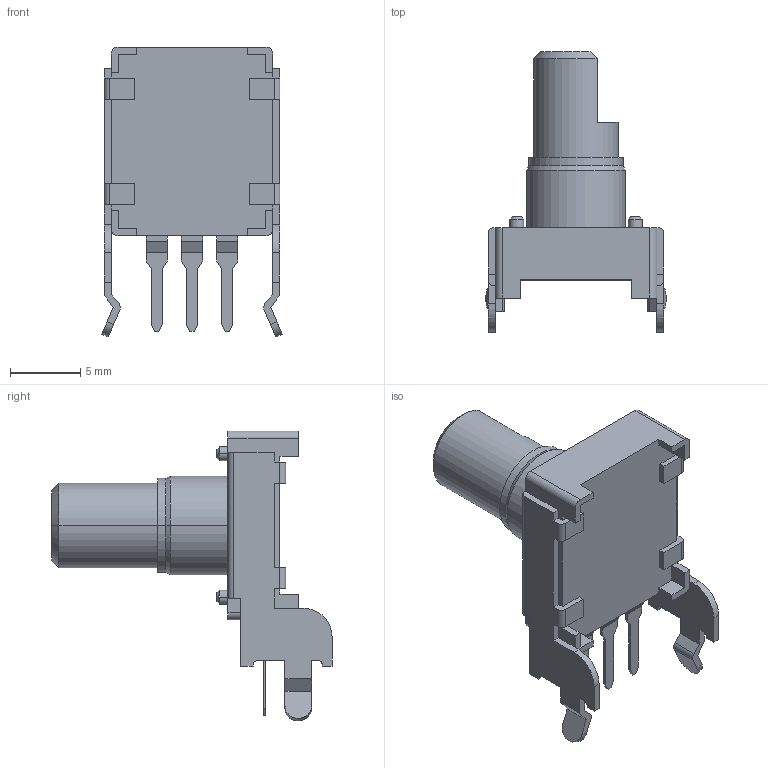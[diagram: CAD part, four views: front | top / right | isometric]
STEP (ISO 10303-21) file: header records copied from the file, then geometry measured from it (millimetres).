
FILE_DESCRIPTION((''),'2;1');
FILE_NAME('PEC12R-2X17F-NXXXX','2014-11-10T',('RICKB'),('Bourns, Inc.'),'PRO/ENGINEER BY PARAMETRIC TECHNOLOGY CORPORATION, 2012230','PRO/ENGINEER BY PARAMETRIC TECHNOLOGY CORPORATION, 2012230','');
FILE_SCHEMA(('CONFIG_CONTROL_DESIGN'));
Length unit declared in the file: millimetre
Products named in the file (1): PEC12R-2X17F-NXXXX
Bounding box: 12.82 x 19.9 x 20.6 mm (x, y, z)
Volume: 1029.4 mm3; surface area: 1005.1 mm2
Topology: 1 solids, 1 shells, 192 faces, 524 edges, 343 vertices
Faces by surface type: plane 146, cylinder 34, cone 12
Entity records: 6040 total; most frequent: CARTESIAN_POINT 1069, ORIENTED_EDGE 1048, DIRECTION 986, EDGE_CURVE 524, VECTOR 442, LINE 442, VERTEX_POINT 343, AXIS2_PLACEMENT_3D 272
